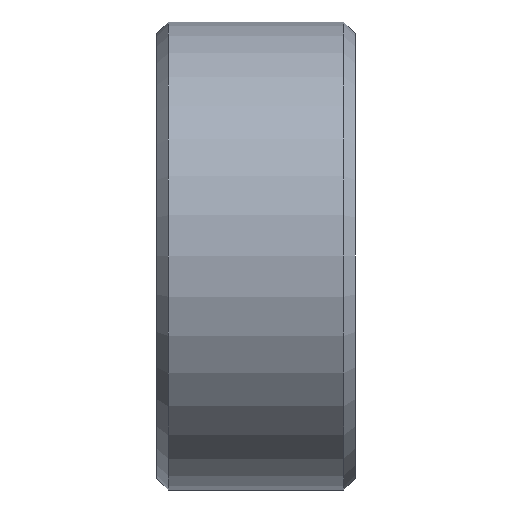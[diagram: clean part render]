
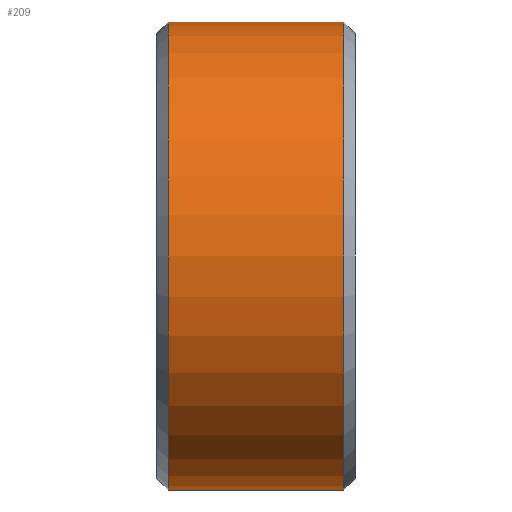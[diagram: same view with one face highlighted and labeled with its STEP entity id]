
A CAD part, front view. The second image highlights one B-rep face of the part: STEP entity #209.
In plain terms, the highlighted cylindrical face has radius 40 mm (diameter 80 mm), a partial arc.
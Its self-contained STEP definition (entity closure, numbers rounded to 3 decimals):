
#31 = CYLINDRICAL_SURFACE ( 'NONE', #2585, 40. ) ;
#209 = ADVANCED_FACE ( 'NONE', ( #1916 ), #31, .T. ) ;
#351 = VECTOR ( 'NONE', #2845, 1000. ) ;
#425 = AXIS2_PLACEMENT_3D ( 'NONE', #1787, #1183, #3349 ) ;
#548 = VECTOR ( 'NONE', #3631, 1000. ) ;
#650 = VERTEX_POINT ( 'NONE', #2682 ) ;
#1106 = CARTESIAN_POINT ( 'NONE',  ( 0., 0., 0. ) ) ;
#1165 = LINE ( 'NONE', #1430, #548 ) ;
#1183 = DIRECTION ( 'NONE',  ( -1., 0., 0. ) ) ;
#1430 = CARTESIAN_POINT ( 'NONE',  ( 0., 0., -40. ) ) ;
#1548 = VERTEX_POINT ( 'NONE', #3662 ) ;
#1702 = EDGE_CURVE ( 'NONE', #3557, #1548, #3781, .T. ) ;
#1713 = DIRECTION ( 'NONE',  ( -1., 0., 0. ) ) ;
#1752 = CARTESIAN_POINT ( 'NONE',  ( 2., 0., 0. ) ) ;
#1787 = CARTESIAN_POINT ( 'NONE',  ( 32., 0., 0. ) ) ;
#1916 = FACE_OUTER_BOUND ( 'NONE', #3054, .T. ) ;
#2086 = DIRECTION ( 'NONE',  ( 0., 0., -1. ) ) ;
#2403 = EDGE_CURVE ( 'NONE', #3542, #650, #2810, .T. ) ;
#2418 = CARTESIAN_POINT ( 'NONE',  ( 32., 0., -40. ) ) ;
#2508 = LINE ( 'NONE', #3472, #351 ) ;
#2585 = AXIS2_PLACEMENT_3D ( 'NONE', #1106, #1713, #2619 ) ;
#2619 = DIRECTION ( 'NONE',  ( 0., 0., 1. ) ) ;
#2682 = CARTESIAN_POINT ( 'NONE',  ( 32., 0., 40. ) ) ;
#2690 = ORIENTED_EDGE ( 'NONE', *, *, #2403, .T. ) ;
#2749 = AXIS2_PLACEMENT_3D ( 'NONE', #1752, #3639, #2086 ) ;
#2810 = CIRCLE ( 'NONE', #425, 40. ) ;
#2845 = DIRECTION ( 'NONE',  ( -1., 0., 0. ) ) ;
#2905 = ORIENTED_EDGE ( 'NONE', *, *, #3209, .F. ) ;
#2941 = EDGE_CURVE ( 'NONE', #650, #3557, #2508, .T. ) ;
#3054 = EDGE_LOOP ( 'NONE', ( #2905, #2690, #3574, #3234 ) ) ;
#3157 = CARTESIAN_POINT ( 'NONE',  ( 2., 0., 40. ) ) ;
#3209 = EDGE_CURVE ( 'NONE', #3542, #1548, #1165, .T. ) ;
#3234 = ORIENTED_EDGE ( 'NONE', *, *, #1702, .T. ) ;
#3349 = DIRECTION ( 'NONE',  ( 0., 0., 1. ) ) ;
#3472 = CARTESIAN_POINT ( 'NONE',  ( 0., 0., 40. ) ) ;
#3542 = VERTEX_POINT ( 'NONE', #2418 ) ;
#3557 = VERTEX_POINT ( 'NONE', #3157 ) ;
#3574 = ORIENTED_EDGE ( 'NONE', *, *, #2941, .T. ) ;
#3631 = DIRECTION ( 'NONE',  ( -1., 0., 0. ) ) ;
#3639 = DIRECTION ( 'NONE',  ( 1., 0., 0. ) ) ;
#3662 = CARTESIAN_POINT ( 'NONE',  ( 2., 0., -40. ) ) ;
#3781 = CIRCLE ( 'NONE', #2749, 40. ) ;
